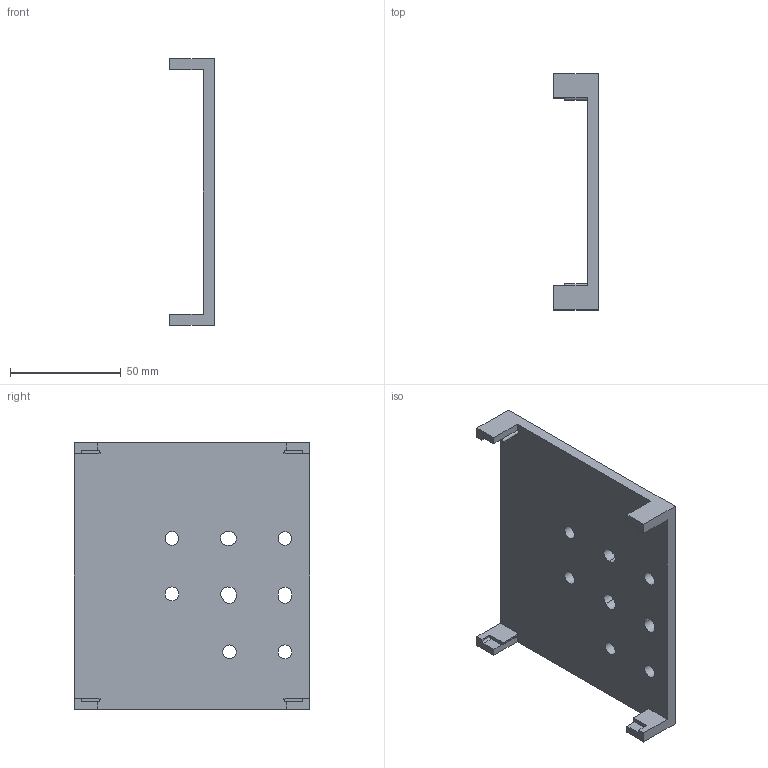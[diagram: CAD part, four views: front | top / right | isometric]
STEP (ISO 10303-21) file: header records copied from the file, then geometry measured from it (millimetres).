
FILE_DESCRIPTION(/* description */ (''),/* implementation_level */ '2;1');
FILE_NAME(/* name */ 'CubeSat optical breadboard mount.step',/* time_stamp */ '2023-11-25T10:37:42-06:00',/* author */ (''),/* organization */ (''),/* preprocessor_version */ 'ST-DEVELOPER v20',/* originating_system */ 'Autodesk Translation Framework v12.14.0.127',/* authorisation */ '');
FILE_SCHEMA (('AUTOMOTIVE_DESIGN { 1 0 10303 214 3 1 1 }'));
Length unit declared in the file: millimetre
Products named in the file (1): Mount1
Bounding box: 20 x 106.43 x 120.21 mm (x, y, z)
Volume: 65670.8 mm3; surface area: 30081 mm2
Topology: 1 solids, 1 shells, 54 faces, 152 edges, 100 vertices
Faces by surface type: plane 34, cylinder 20
Full cylindrical faces by diameter (mm): 6.2 x5
Entity records: 1809 total; most frequent: CARTESIAN_POINT 307, ORIENTED_EDGE 304, DIRECTION 302, EDGE_CURVE 152, LINE 112, VECTOR 112, VERTEX_POINT 100, AXIS2_PLACEMENT_3D 95
